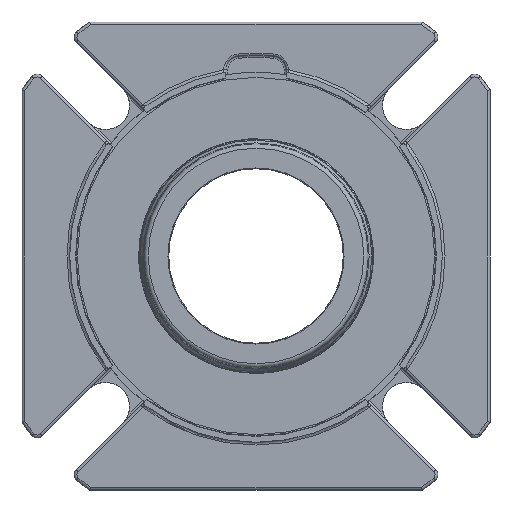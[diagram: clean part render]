
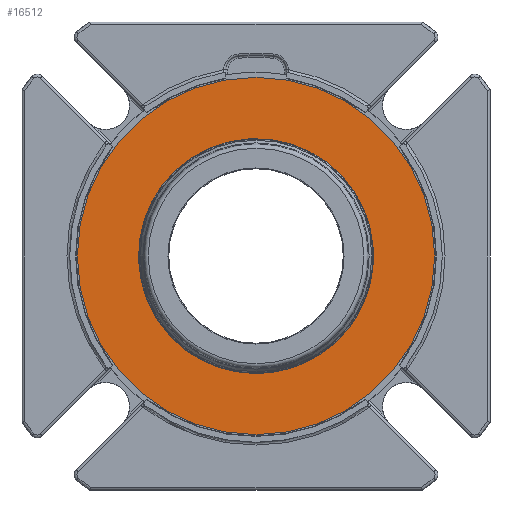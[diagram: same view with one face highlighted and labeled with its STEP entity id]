
A CAD part, left-side view. The second image highlights one B-rep face of the part: STEP entity #16512.
In plain terms, the highlighted planar face has unit normal (-1, 0, 0).
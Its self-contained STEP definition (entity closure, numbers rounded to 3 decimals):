
#720=PLANE('',#18216);
#8150=ORIENTED_EDGE('',*,*,#10689,.T.);
#8151=ORIENTED_EDGE('',*,*,#8271,.T.);
#8271=EDGE_CURVE('',#10715,#10715,#12260,.T.);
#10689=EDGE_CURVE('',#12239,#12239,#13071,.T.);
#10715=VERTEX_POINT('',#22812);
#12239=VERTEX_POINT('',#32572);
#12260=CIRCLE('',#16556,65.);
#13071=CIRCLE('',#18215,42.723);
#14108=EDGE_LOOP('',(#8150));
#14109=EDGE_LOOP('',(#8151));
#15175=FACE_BOUND('',#14108,.T.);
#15176=FACE_BOUND('',#14109,.T.);
#16512=ADVANCED_FACE('',(#15175,#15176),#720,.F.);
#16556=AXIS2_PLACEMENT_3D('',#22811,#18272,#18273);
#18215=AXIS2_PLACEMENT_3D('',#32571,#22703,#22704);
#18216=AXIS2_PLACEMENT_3D('',#32573,#22705,#22706);
#18272=DIRECTION('',(-1.,0.,0.));
#18273=DIRECTION('',(0.,1.,0.));
#22703=DIRECTION('',(1.,0.,0.));
#22704=DIRECTION('',(0.,0.,-1.));
#22705=DIRECTION('',(1.,0.,0.));
#22706=DIRECTION('',(0.,-1.,0.));
#22811=CARTESIAN_POINT('',(41.402,0.,0.));
#22812=CARTESIAN_POINT('',(41.402,65.,0.));
#32571=CARTESIAN_POINT('',(41.402,0.,0.));
#32572=CARTESIAN_POINT('',(41.402,0.,-42.723));
#32573=CARTESIAN_POINT('',(41.402,65.,0.));
